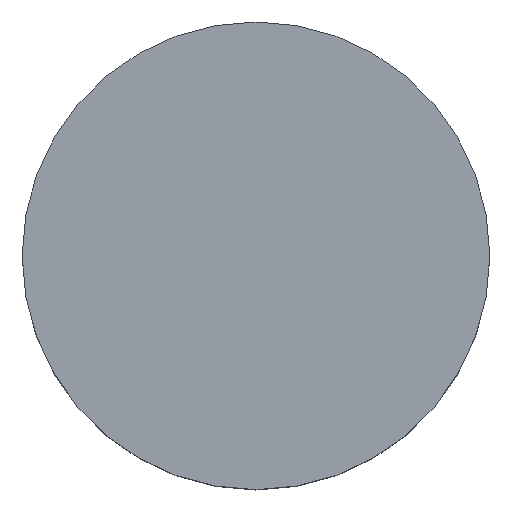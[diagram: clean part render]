
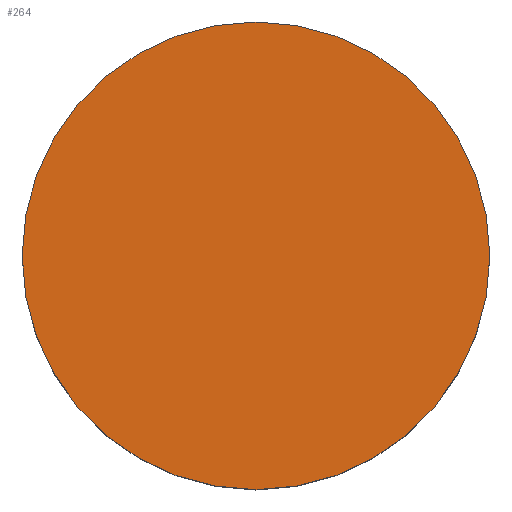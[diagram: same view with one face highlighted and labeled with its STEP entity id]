
A CAD part, top view. The second image highlights one B-rep face of the part: STEP entity #264.
In plain terms, the highlighted planar face has unit normal (0, 0, 1).
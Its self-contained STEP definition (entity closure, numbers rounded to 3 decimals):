
#47 = VERTEX_POINT('',#48);
#48 = CARTESIAN_POINT('',(-2.464,0.,4.191));
#55 = PLANE('',#56);
#56 = AXIS2_PLACEMENT_3D('',#57,#58,#59);
#57 = CARTESIAN_POINT('',(-2.464,0.,0.));
#58 = DIRECTION('',(0.81,0.587,-0.));
#59 = DIRECTION('',(0.587,-0.81,0.));
#74 = EDGE_CURVE('',#47,#47,#75,.T.);
#75 = SURFACE_CURVE('',#76,(#80,#87),.PCURVE_S1.);
#76 = LINE('',#77,#78);
#77 = CARTESIAN_POINT('',(-2.464,0.,4.191));
#78 = VECTOR('',#79,1.);
#79 = DIRECTION('',(0.587,-0.81,0.));
#80 = PCURVE('',#55,#81);
#81 = DEFINITIONAL_REPRESENTATION('',(#82),#86);
#82 = LINE('',#83,#84);
#83 = CARTESIAN_POINT('',(0.,-4.191));
#84 = VECTOR('',#85,1.);
#85 = DIRECTION('',(1.,0.));
#86 = ( GEOMETRIC_REPRESENTATION_CONTEXT(2) 
PARAMETRIC_REPRESENTATION_CONTEXT() REPRESENTATION_CONTEXT('2D SPACE',''
  ) );
#87 = PCURVE('',#88,#93);
#88 = PLANE('',#89);
#89 = AXIS2_PLACEMENT_3D('',#90,#91,#92);
#90 = CARTESIAN_POINT('',(2.54,0.,4.191));
#91 = DIRECTION('',(0.,0.,1.));
#92 = DIRECTION('',(1.,0.,0.));
#93 = DEFINITIONAL_REPRESENTATION('',(#94),#98);
#94 = LINE('',#95,#96);
#95 = CARTESIAN_POINT('',(-5.004,0.));
#96 = VECTOR('',#97,1.);
#97 = DIRECTION('',(0.587,-0.81));
#98 = ( GEOMETRIC_REPRESENTATION_CONTEXT(2) 
PARAMETRIC_REPRESENTATION_CONTEXT() REPRESENTATION_CONTEXT('2D SPACE',''
  ) );
#131 = EDGE_CURVE('',#47,#132,#134,.T.);
#132 = VERTEX_POINT('',#133);
#133 = CARTESIAN_POINT('',(7.544,0.,4.191));
#134 = SURFACE_CURVE('',#135,(#140,#152),.PCURVE_S1.);
#135 = CIRCLE('',#136,5.004);
#136 = AXIS2_PLACEMENT_3D('',#137,#138,#139);
#137 = CARTESIAN_POINT('',(2.54,0.,4.191));
#138 = DIRECTION('',(0.,0.,1.));
#139 = DIRECTION('',(1.,0.,0.));
#140 = PCURVE('',#141,#146);
#141 = CYLINDRICAL_SURFACE('',#142,5.004);
#142 = AXIS2_PLACEMENT_3D('',#143,#144,#145);
#143 = CARTESIAN_POINT('',(2.54,0.,0.));
#144 = DIRECTION('',(-0.,-0.,-1.));
#145 = DIRECTION('',(1.,0.,0.));
#146 = DEFINITIONAL_REPRESENTATION('',(#147),#151);
#147 = LINE('',#148,#149);
#148 = CARTESIAN_POINT('',(-0.,-4.191));
#149 = VECTOR('',#150,1.);
#150 = DIRECTION('',(-1.,0.));
#151 = ( GEOMETRIC_REPRESENTATION_CONTEXT(2) 
PARAMETRIC_REPRESENTATION_CONTEXT() REPRESENTATION_CONTEXT('2D SPACE',''
  ) );
#152 = PCURVE('',#88,#153);
#153 = DEFINITIONAL_REPRESENTATION('',(#154),#158);
#154 = CIRCLE('',#155,5.004);
#155 = AXIS2_PLACEMENT_2D('',#156,#157);
#156 = CARTESIAN_POINT('',(0.,0.));
#157 = DIRECTION('',(1.,0.));
#158 = ( GEOMETRIC_REPRESENTATION_CONTEXT(2) 
PARAMETRIC_REPRESENTATION_CONTEXT() REPRESENTATION_CONTEXT('2D SPACE',''
  ) );
#176 = CYLINDRICAL_SURFACE('',#177,5.004);
#177 = AXIS2_PLACEMENT_3D('',#178,#179,#180);
#178 = CARTESIAN_POINT('',(2.54,0.,0.));
#179 = DIRECTION('',(-0.,-0.,-1.));
#180 = DIRECTION('',(1.,0.,0.));
#214 = EDGE_CURVE('',#132,#47,#215,.T.);
#215 = SURFACE_CURVE('',#216,(#221,#228),.PCURVE_S1.);
#216 = CIRCLE('',#217,5.004);
#217 = AXIS2_PLACEMENT_3D('',#218,#219,#220);
#218 = CARTESIAN_POINT('',(2.54,0.,4.191));
#219 = DIRECTION('',(0.,0.,1.));
#220 = DIRECTION('',(1.,0.,0.));
#221 = PCURVE('',#176,#222);
#222 = DEFINITIONAL_REPRESENTATION('',(#223),#227);
#223 = LINE('',#224,#225);
#224 = CARTESIAN_POINT('',(-0.,-4.191));
#225 = VECTOR('',#226,1.);
#226 = DIRECTION('',(-1.,0.));
#227 = ( GEOMETRIC_REPRESENTATION_CONTEXT(2) 
PARAMETRIC_REPRESENTATION_CONTEXT() REPRESENTATION_CONTEXT('2D SPACE',''
  ) );
#228 = PCURVE('',#88,#229);
#229 = DEFINITIONAL_REPRESENTATION('',(#230),#234);
#230 = CIRCLE('',#231,5.004);
#231 = AXIS2_PLACEMENT_2D('',#232,#233);
#232 = CARTESIAN_POINT('',(0.,0.));
#233 = DIRECTION('',(1.,0.));
#234 = ( GEOMETRIC_REPRESENTATION_CONTEXT(2) 
PARAMETRIC_REPRESENTATION_CONTEXT() REPRESENTATION_CONTEXT('2D SPACE',''
  ) );
#264 = ADVANCED_FACE('',(#265),#88,.T.);
#265 = FACE_BOUND('',#266,.T.);
#266 = EDGE_LOOP('',(#267,#268,#269));
#267 = ORIENTED_EDGE('',*,*,#74,.T.);
#268 = ORIENTED_EDGE('',*,*,#131,.T.);
#269 = ORIENTED_EDGE('',*,*,#214,.T.);
